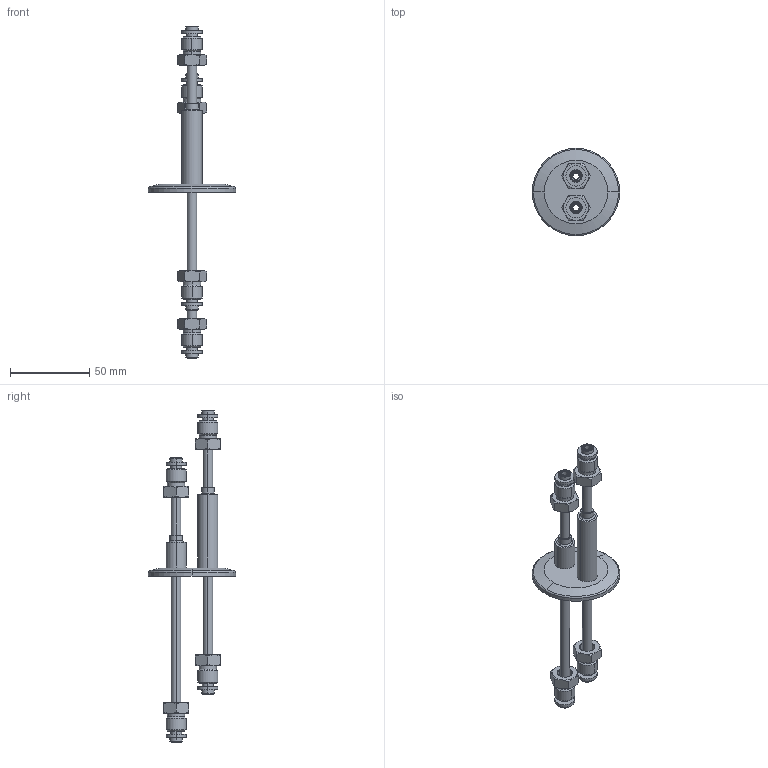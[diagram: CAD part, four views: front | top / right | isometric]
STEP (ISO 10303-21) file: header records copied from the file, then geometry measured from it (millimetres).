
FILE_DESCRIPTION (( 'STEP AP214' ), '1' );
FILE_NAME ('120XFN040-2-VV.stp', '2017-05-31T13:01:32', ( '' ), ( '' ), 'SwSTEP 2.0', 'SolidWorks 2015', '' );
FILE_SCHEMA (( 'AUTOMOTIVE_DESIGN' ));
Length unit declared in the file: millimetre
Products named in the file (1): 120XFN040-2-VV
Bounding box: 55 x 55 x 209 mm (x, y, z)
Volume: 23478.2 mm3; surface area: 28926.5 mm2
Topology: 5 solids, 5 shells, 285 faces, 608 edges, 366 vertices
Faces by surface type: cone 114, cylinder 88, plane 67, torus 16
Entity records: 11209 total; most frequent: CARTESIAN_POINT 1740, DIRECTION 1418, ORIENTED_EDGE 1216, AXIS2_PLACEMENT_3D 620, EDGE_CURVE 608, VERTEX_POINT 366, CIRCLE 334, EDGE_LOOP 330
